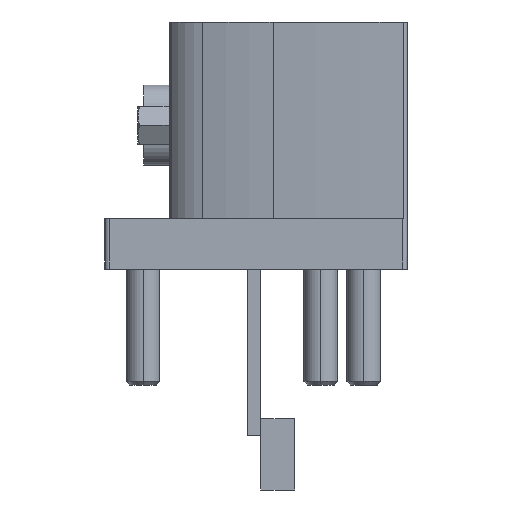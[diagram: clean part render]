
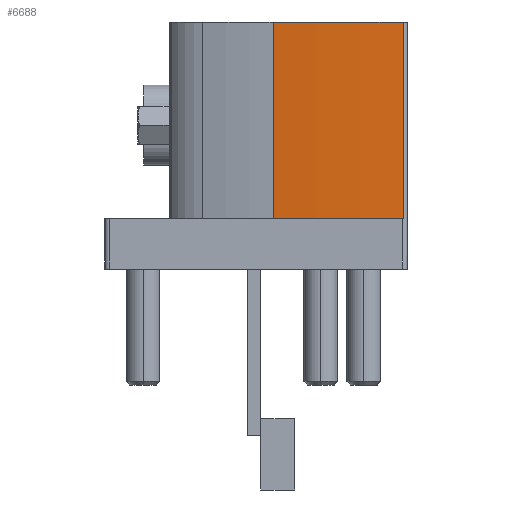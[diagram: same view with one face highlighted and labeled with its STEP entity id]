
A CAD part, left-side view. The second image highlights one B-rep face of the part: STEP entity #6688.
In plain terms, the highlighted cylindrical face has radius 150 mm (diameter 300 mm), a partial arc.
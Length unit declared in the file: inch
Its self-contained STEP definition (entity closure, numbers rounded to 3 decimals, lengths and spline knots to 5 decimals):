
#5 = CIRCLE ( 'NONE', #403, 5.90551 ) ;
#136 = CARTESIAN_POINT ( 'NONE',  ( 0.03467, 0.62324, 1.14961 ) ) ;
#218 = VERTEX_POINT ( 'NONE', #3221 ) ;
#403 = AXIS2_PLACEMENT_3D ( 'NONE', #8336, #6324, #692 ) ;
#692 = DIRECTION ( 'NONE',  ( 1., 0., 0. ) ) ;
#863 = DIRECTION ( 'NONE',  ( 0., 0., -1. ) ) ;
#943 = EDGE_LOOP ( 'NONE', ( #2166, #8366, #4419, #11157 ) ) ;
#1298 = CIRCLE ( 'NONE', #1492, 5.90551 ) ;
#1492 = AXIS2_PLACEMENT_3D ( 'NONE', #2799, #6573, #5653 ) ;
#1987 = LINE ( 'NONE', #136, #5622 ) ;
#2166 = ORIENTED_EDGE ( 'NONE', *, *, #9288, .F. ) ;
#2622 = EDGE_CURVE ( 'NONE', #3074, #218, #5, .T. ) ;
#2799 = CARTESIAN_POINT ( 'NONE',  ( 5.90551, -0.01575, 1.14961 ) ) ;
#3074 = VERTEX_POINT ( 'NONE', #6539 ) ;
#3221 = CARTESIAN_POINT ( 'NONE',  ( 0.0001, 0.01775, 0.23622 ) ) ;
#3659 = VERTEX_POINT ( 'NONE', #9717 ) ;
#3803 = AXIS2_PLACEMENT_3D ( 'NONE', #6728, #863, #7542 ) ;
#3842 = DIRECTION ( 'NONE',  ( 0., 0., -1. ) ) ;
#4373 = LINE ( 'NONE', #9159, #7222 ) ;
#4419 = ORIENTED_EDGE ( 'NONE', *, *, #2622, .T. ) ;
#5622 = VECTOR ( 'NONE', #3842, 39.37008 ) ;
#5653 = DIRECTION ( 'NONE',  ( 1., 0., 0. ) ) ;
#5693 = CYLINDRICAL_SURFACE ( 'NONE', #3803, 5.90551 ) ;
#6207 = VERTEX_POINT ( 'NONE', #11886 ) ;
#6324 = DIRECTION ( 'NONE',  ( 0., 0., 1. ) ) ;
#6539 = CARTESIAN_POINT ( 'NONE',  ( 0.03467, 0.62324, 0.23622 ) ) ;
#6573 = DIRECTION ( 'NONE',  ( 0., 0., 1. ) ) ;
#6688 = ADVANCED_FACE ( 'NONE', ( #8568 ), #5693, .T. ) ;
#6728 = CARTESIAN_POINT ( 'NONE',  ( 5.90551, -0.01575, 1.14961 ) ) ;
#7197 = DIRECTION ( 'NONE',  ( 0., 0., -1. ) ) ;
#7222 = VECTOR ( 'NONE', #7197, 39.37008 ) ;
#7542 = DIRECTION ( 'NONE',  ( 0.998, -0.057, 0. ) ) ;
#8129 = EDGE_CURVE ( 'NONE', #6207, #3074, #1987, .T. ) ;
#8336 = CARTESIAN_POINT ( 'NONE',  ( 5.90551, -0.01575, 0.23622 ) ) ;
#8366 = ORIENTED_EDGE ( 'NONE', *, *, #8129, .T. ) ;
#8568 = FACE_OUTER_BOUND ( 'NONE', #943, .T. ) ;
#9113 = EDGE_CURVE ( 'NONE', #3659, #218, #4373, .T. ) ;
#9159 = CARTESIAN_POINT ( 'NONE',  ( 0.0001, 0.01775, 0.69291 ) ) ;
#9288 = EDGE_CURVE ( 'NONE', #6207, #3659, #1298, .T. ) ;
#9717 = CARTESIAN_POINT ( 'NONE',  ( 0.0001, 0.01775, 1.14961 ) ) ;
#11157 = ORIENTED_EDGE ( 'NONE', *, *, #9113, .F. ) ;
#11886 = CARTESIAN_POINT ( 'NONE',  ( 0.03467, 0.62324, 1.14961 ) ) ;
